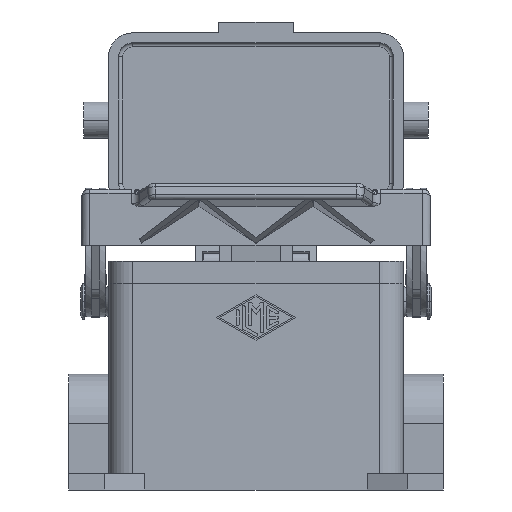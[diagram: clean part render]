
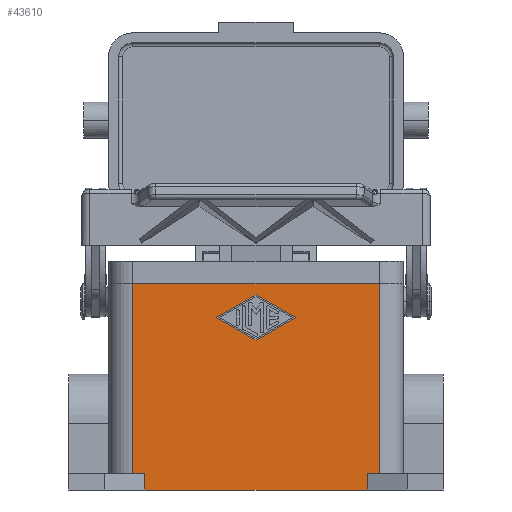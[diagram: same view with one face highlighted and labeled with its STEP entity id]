
A CAD part, front view. The second image highlights one B-rep face of the part: STEP entity #43610.
In plain terms, the highlighted planar face has unit normal (0, -1, 0).
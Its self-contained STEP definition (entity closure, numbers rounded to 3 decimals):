
#33310=CARTESIAN_POINT('',(0.,-21.75,9.375));
#33320=VERTEX_POINT('',#33310);
#33370=CARTESIAN_POINT('',(0.,-21.75,9.375));
#33380=DIRECTION('',(-0.866,-0.,0.5));
#33390=VECTOR('',#33380,1.);
#33400=LINE('',#33370,#33390);
#33410=CARTESIAN_POINT('',(-9.75,-21.75,15.));
#33420=VERTEX_POINT('',#33410);
#33430=EDGE_CURVE('',#33320,#33420,#33400,.T.);
#33780=CARTESIAN_POINT('',(9.75,-21.75,15.));
#33790=VERTEX_POINT('',#33780);
#33840=CARTESIAN_POINT('',(0.,-21.75,9.375));
#33850=DIRECTION('',(-0.866,-0.,-0.5));
#33860=VECTOR('',#33850,1.);
#33870=LINE('',#33840,#33860);
#33880=EDGE_CURVE('',#33790,#33320,#33870,.T.);
#34160=CARTESIAN_POINT('',(0.,-21.75,20.625));
#34170=VERTEX_POINT('',#34160);
#34220=CARTESIAN_POINT('',(0.,-21.75,20.625));
#34230=DIRECTION('',(0.866,-0.,-0.5));
#34240=VECTOR('',#34230,1.);
#34250=LINE('',#34220,#34240);
#34260=EDGE_CURVE('',#34170,#33790,#34250,.T.);
#34510=CARTESIAN_POINT('',(0.,-21.75,20.625));
#34520=DIRECTION('',(0.866,-0.,0.5));
#34530=VECTOR('',#34520,1.);
#34540=LINE('',#34510,#34530);
#34550=EDGE_CURVE('',#33420,#34170,#34540,.T.);
#42840=CARTESIAN_POINT('',(-36.9,-21.75,28.65));
#42850=DIRECTION('',(0.,-1.,0.));
#42860=DIRECTION('',(-1.,-0.,0.));
#42870=AXIS2_PLACEMENT_3D('',#42840,#42850,#42860);
#42880=PLANE('',#42870);
#42890=CARTESIAN_POINT('',(0.,-21.75,-24.));
#42900=DIRECTION('',(-1.,0.,0.));
#42910=VECTOR('',#42900,1.);
#42920=LINE('',#42890,#42910);
#42930=CARTESIAN_POINT('',(-27.75,-21.75,-24.));
#42940=VERTEX_POINT('',#42930);
#42950=CARTESIAN_POINT('',(-30.75,-21.75,-24.));
#42960=VERTEX_POINT('',#42950);
#42970=EDGE_CURVE('',#42940,#42960,#42920,.T.);
#42980=ORIENTED_EDGE('',*,*,#42970,.F.);
#42990=CARTESIAN_POINT('',(-30.75,-21.75,-24.));
#43000=DIRECTION('',(0.,0.,1.));
#43010=VECTOR('',#43000,1.);
#43020=LINE('',#42990,#43010);
#43030=CARTESIAN_POINT('',(-30.75,-21.75,23.5));
#43040=VERTEX_POINT('',#43030);
#43050=EDGE_CURVE('',#42960,#43040,#43020,.T.);
#43060=ORIENTED_EDGE('',*,*,#43050,.F.);
#43070=CARTESIAN_POINT('',(0.,-21.75,23.5));
#43080=DIRECTION('',(-1.,0.,0.));
#43090=VECTOR('',#43080,1.);
#43100=LINE('',#43070,#43090);
#43110=CARTESIAN_POINT('',(30.75,-21.75,23.5));
#43120=VERTEX_POINT('',#43110);
#43130=EDGE_CURVE('',#43120,#43040,#43100,.T.);
#43140=ORIENTED_EDGE('',*,*,#43130,.T.);
#43150=CARTESIAN_POINT('',(30.75,-21.75,-24.));
#43160=DIRECTION('',(0.,0.,1.));
#43170=VECTOR('',#43160,1.);
#43180=LINE('',#43150,#43170);
#43190=CARTESIAN_POINT('',(30.75,-21.75,-24.));
#43200=VERTEX_POINT('',#43190);
#43210=EDGE_CURVE('',#43200,#43120,#43180,.T.);
#43220=ORIENTED_EDGE('',*,*,#43210,.T.);
#43230=CARTESIAN_POINT('',(0.,-21.75,-24.));
#43240=DIRECTION('',(-1.,0.,0.));
#43250=VECTOR('',#43240,1.);
#43260=LINE('',#43230,#43250);
#43270=CARTESIAN_POINT('',(27.75,-21.75,-24.));
#43280=VERTEX_POINT('',#43270);
#43290=EDGE_CURVE('',#43200,#43280,#43260,.T.);
#43300=ORIENTED_EDGE('',*,*,#43290,.F.);
#43310=CARTESIAN_POINT('',(27.75,-21.75,0.));
#43320=DIRECTION('',(0.,-0.,1.));
#43330=VECTOR('',#43320,1.);
#43340=LINE('',#43310,#43330);
#43350=CARTESIAN_POINT('',(27.75,-21.75,-28.));
#43360=VERTEX_POINT('',#43350);
#43370=EDGE_CURVE('',#43360,#43280,#43340,.T.);
#43380=ORIENTED_EDGE('',*,*,#43370,.T.);
#43390=CARTESIAN_POINT('',(0.,-21.75,-28.));
#43400=DIRECTION('',(-1.,-0.,-0.));
#43410=VECTOR('',#43400,1.);
#43420=LINE('',#43390,#43410);
#43430=CARTESIAN_POINT('',(-27.75,-21.75,-28.));
#43440=VERTEX_POINT('',#43430);
#43450=EDGE_CURVE('',#43360,#43440,#43420,.T.);
#43460=ORIENTED_EDGE('',*,*,#43450,.F.);
#43470=CARTESIAN_POINT('',(-27.75,-21.75,0.));
#43480=DIRECTION('',(-0.,0.,1.));
#43490=VECTOR('',#43480,1.);
#43500=LINE('',#43470,#43490);
#43510=EDGE_CURVE('',#43440,#42940,#43500,.T.);
#43520=ORIENTED_EDGE('',*,*,#43510,.F.);
#43530=EDGE_LOOP('',(#43520,#43460,#43380,#43300,#43220,#43140,#43060,
#42980));
#43540=FACE_OUTER_BOUND('',#43530,.T.);
#43550=ORIENTED_EDGE('',*,*,#33880,.T.);
#43560=ORIENTED_EDGE('',*,*,#34260,.T.);
#43570=ORIENTED_EDGE('',*,*,#34550,.T.);
#43580=ORIENTED_EDGE('',*,*,#33430,.T.);
#43590=EDGE_LOOP('',(#43580,#43570,#43560,#43550));
#43600=FACE_BOUND('',#43590,.T.);
#43610=ADVANCED_FACE('',(#43540,#43600),#42880,.T.);
